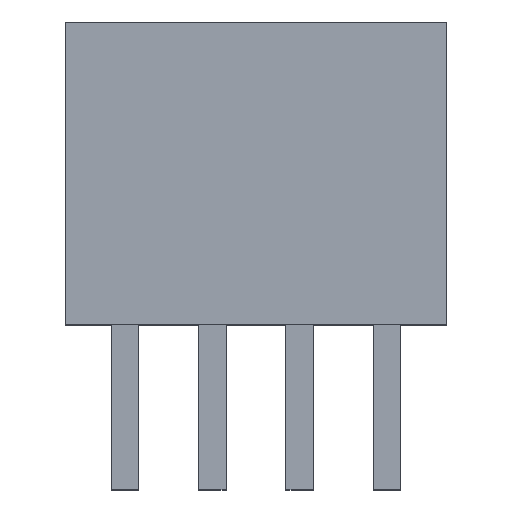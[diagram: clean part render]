
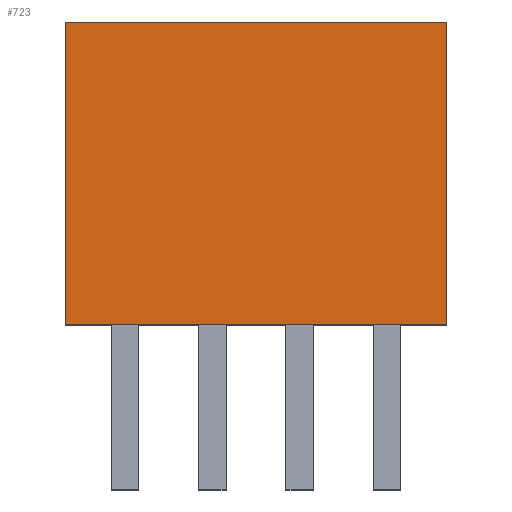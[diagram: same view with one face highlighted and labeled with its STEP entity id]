
A CAD part, top view. The second image highlights one B-rep face of the part: STEP entity #723.
In plain terms, the highlighted planar face has unit normal (0, 0, 1).
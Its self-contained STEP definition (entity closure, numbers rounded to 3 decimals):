
#48 = VERTEX_POINT ( 'NONE', #2025 ) ;
#68 = DIRECTION ( 'NONE',  ( 0., 0., -1. ) ) ;
#147 = EDGE_CURVE ( 'NONE', #48, #1886, #1706, .T. ) ;
#313 = DIRECTION ( 'NONE',  ( 0., -1., 0. ) ) ;
#342 = ORIENTED_EDGE ( 'NONE', *, *, #147, .T. ) ;
#367 = VECTOR ( 'NONE', #1452, 1000. ) ;
#399 = LINE ( 'NONE', #1642, #2286 ) ;
#552 = LINE ( 'NONE', #1420, #367 ) ;
#723 = ADVANCED_FACE ( 'NONE', ( #1087 ), #1290, .F. ) ;
#728 = CARTESIAN_POINT ( 'NONE',  ( 2.77, 0., 1.5 ) ) ;
#927 = DIRECTION ( 'NONE',  ( 0., -1., 0. ) ) ;
#977 = VERTEX_POINT ( 'NONE', #2081 ) ;
#984 = EDGE_CURVE ( 'NONE', #2075, #1886, #1194, .T. ) ;
#1087 = FACE_OUTER_BOUND ( 'NONE', #1551, .T. ) ;
#1194 = LINE ( 'NONE', #2273, #2262 ) ;
#1290 = PLANE ( 'NONE',  #2125 ) ;
#1300 = ORIENTED_EDGE ( 'NONE', *, *, #984, .F. ) ;
#1415 = VECTOR ( 'NONE', #2190, 1000. ) ;
#1420 = CARTESIAN_POINT ( 'NONE',  ( 2.77, 4.4, 1.5 ) ) ;
#1451 = EDGE_CURVE ( 'NONE', #977, #2075, #552, .T. ) ;
#1452 = DIRECTION ( 'NONE',  ( 1., 0., 0. ) ) ;
#1551 = EDGE_LOOP ( 'NONE', ( #342, #1300, #1667, #2050 ) ) ;
#1642 = CARTESIAN_POINT ( 'NONE',  ( -2.77, 4.4, 1.5 ) ) ;
#1667 = ORIENTED_EDGE ( 'NONE', *, *, #1451, .F. ) ;
#1692 = CARTESIAN_POINT ( 'NONE',  ( 2.77, 0., 1.5 ) ) ;
#1706 = LINE ( 'NONE', #1692, #1415 ) ;
#1812 = DIRECTION ( 'NONE',  ( -1., 0., 0. ) ) ;
#1886 = VERTEX_POINT ( 'NONE', #728 ) ;
#1993 = CARTESIAN_POINT ( 'NONE',  ( 2.77, 4.4, 1.5 ) ) ;
#2005 = CARTESIAN_POINT ( 'NONE',  ( 2.77, 4.4, 1.5 ) ) ;
#2025 = CARTESIAN_POINT ( 'NONE',  ( -2.77, 0., 1.5 ) ) ;
#2050 = ORIENTED_EDGE ( 'NONE', *, *, #2108, .T. ) ;
#2075 = VERTEX_POINT ( 'NONE', #1993 ) ;
#2081 = CARTESIAN_POINT ( 'NONE',  ( -2.77, 4.4, 1.5 ) ) ;
#2108 = EDGE_CURVE ( 'NONE', #977, #48, #399, .T. ) ;
#2125 = AXIS2_PLACEMENT_3D ( 'NONE', #2005, #68, #1812 ) ;
#2190 = DIRECTION ( 'NONE',  ( 1., 0., 0. ) ) ;
#2262 = VECTOR ( 'NONE', #313, 1000. ) ;
#2273 = CARTESIAN_POINT ( 'NONE',  ( 2.77, 4.4, 1.5 ) ) ;
#2286 = VECTOR ( 'NONE', #927, 1000. ) ;
